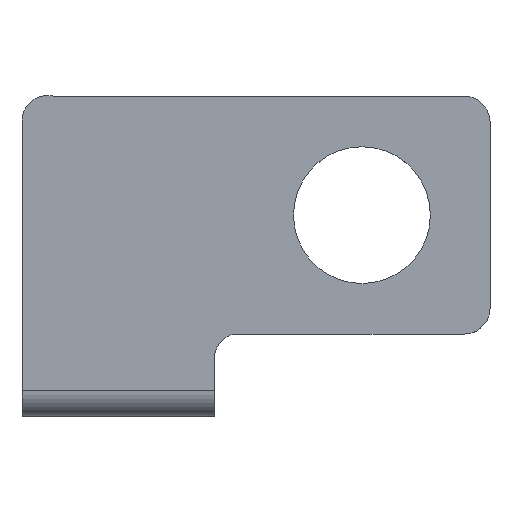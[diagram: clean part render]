
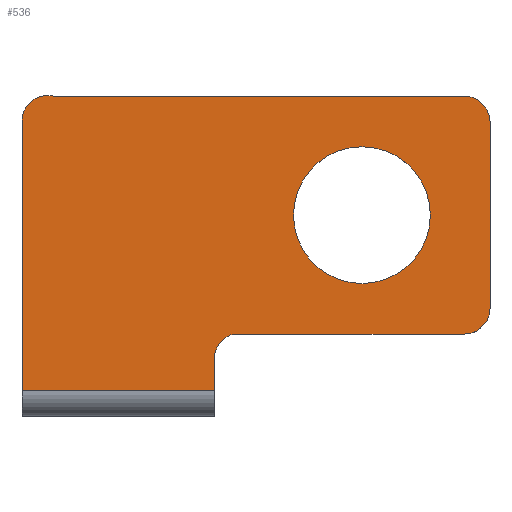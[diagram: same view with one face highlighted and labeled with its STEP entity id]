
A CAD part, top view. The second image highlights one B-rep face of the part: STEP entity #536.
In plain terms, the highlighted planar face has unit normal (0, 0, 1).
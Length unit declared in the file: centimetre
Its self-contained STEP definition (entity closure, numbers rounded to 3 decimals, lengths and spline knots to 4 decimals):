
#1 = AXIS2_PLACEMENT_3D ( 'NONE', #184, #110, #439 ) ;
#13 = LINE ( 'NONE', #789, #550 ) ;
#18 = ORIENTED_EDGE ( 'NONE', *, *, #213, .T. ) ;
#19 = CARTESIAN_POINT ( 'NONE',  ( 4.0482, 3.44, 1.37 ) ) ;
#21 = VECTOR ( 'NONE', #203, 100. ) ;
#33 = AXIS2_PLACEMENT_3D ( 'NONE', #542, #808, #481 ) ;
#36 = DIRECTION ( 'NONE',  ( 0., 0., -1. ) ) ;
#38 = PLANE ( 'NONE',  #33 ) ;
#51 = VERTEX_POINT ( 'NONE', #796 ) ;
#53 = AXIS2_PLACEMENT_3D ( 'NONE', #663, #335, #256 ) ;
#73 = ORIENTED_EDGE ( 'NONE', *, *, #756, .F. ) ;
#77 = VECTOR ( 'NONE', #125, 100. ) ;
#82 = CARTESIAN_POINT ( 'NONE',  ( 4.0482, 3.74, 1.37 ) ) ;
#96 = VERTEX_POINT ( 'NONE', #783 ) ;
#100 = ORIENTED_EDGE ( 'NONE', *, *, #739, .T. ) ;
#103 = VERTEX_POINT ( 'NONE', #200 ) ;
#110 = DIRECTION ( 'NONE',  ( 0., 0., 1. ) ) ;
#125 = DIRECTION ( 'NONE',  ( 1., 0., 0. ) ) ;
#146 = CARTESIAN_POINT ( 'NONE',  ( 4.3482, 3.44, 1.37 ) ) ;
#163 = EDGE_LOOP ( 'NONE', ( #355, #500, #73, #785, #546, #711, #805, #100, #287, #292 ) ) ;
#164 = CARTESIAN_POINT ( 'NONE',  ( 4.3482, 1.26, 1.37 ) ) ;
#184 = CARTESIAN_POINT ( 'NONE',  ( -0.825, 3.45, 1.37 ) ) ;
#192 = VERTEX_POINT ( 'NONE', #537 ) ;
#200 = CARTESIAN_POINT ( 'NONE',  ( 3.6503, 2.35, 1.37 ) ) ;
#203 = DIRECTION ( 'NONE',  ( 0., -1., 0. ) ) ;
#213 = EDGE_CURVE ( 'NONE', #192, #103, #627, .T. ) ;
#218 = DIRECTION ( 'NONE',  ( -1., 0., 0. ) ) ;
#227 = CIRCLE ( 'NONE', #1, 0.3 ) ;
#233 = VERTEX_POINT ( 'NONE', #499 ) ;
#234 = CARTESIAN_POINT ( 'NONE',  ( 1.425, 0.67, 1.37 ) ) ;
#247 = DIRECTION ( 'NONE',  ( 1., 0., 0. ) ) ;
#253 = EDGE_CURVE ( 'NONE', #51, #310, #349, .T. ) ;
#256 = DIRECTION ( 'NONE',  ( -1., 0., 0. ) ) ;
#276 = ORIENTED_EDGE ( 'NONE', *, *, #673, .T. ) ;
#284 = FACE_OUTER_BOUND ( 'NONE', #163, .T. ) ;
#287 = ORIENTED_EDGE ( 'NONE', *, *, #419, .T. ) ;
#288 = CARTESIAN_POINT ( 'NONE',  ( 1.125, 0.3, 1.37 ) ) ;
#292 = ORIENTED_EDGE ( 'NONE', *, *, #666, .T. ) ;
#294 = EDGE_CURVE ( 'NONE', #310, #233, #625, .T. ) ;
#295 = VECTOR ( 'NONE', #333, 100. ) ;
#310 = VERTEX_POINT ( 'NONE', #641 ) ;
#321 = CARTESIAN_POINT ( 'NONE',  ( 4.0482, 3.74, 1.37 ) ) ;
#333 = DIRECTION ( 'NONE',  ( -1., 0., 0. ) ) ;
#335 = DIRECTION ( 'NONE',  ( 0., 0., -1. ) ) ;
#349 = CIRCLE ( 'NONE', #755, 0.3 ) ;
#355 = ORIENTED_EDGE ( 'NONE', *, *, #389, .T. ) ;
#366 = EDGE_CURVE ( 'NONE', #520, #799, #599, .T. ) ;
#389 = EDGE_CURVE ( 'NONE', #479, #745, #13, .T. ) ;
#396 = DIRECTION ( 'NONE',  ( 0., -1., 0. ) ) ;
#419 = EDGE_CURVE ( 'NONE', #698, #96, #592, .T. ) ;
#423 = AXIS2_PLACEMENT_3D ( 'NONE', #19, #576, #521 ) ;
#437 = DIRECTION ( 'NONE',  ( 0., 0., -1. ) ) ;
#439 = DIRECTION ( 'NONE',  ( -1., 0., 0. ) ) ;
#452 = CARTESIAN_POINT ( 'NONE',  ( 4.3482, 1.26, 1.37 ) ) ;
#455 = CARTESIAN_POINT ( 'NONE',  ( -1.125, 0.3, 1.37 ) ) ;
#479 = VERTEX_POINT ( 'NONE', #587 ) ;
#481 = DIRECTION ( 'NONE',  ( -1., 0., 0. ) ) ;
#492 = CARTESIAN_POINT ( 'NONE',  ( 1.125, 0.3, 1.37 ) ) ;
#499 = CARTESIAN_POINT ( 'NONE',  ( 4.0482, 0.96, 1.37 ) ) ;
#500 = ORIENTED_EDGE ( 'NONE', *, *, #631, .T. ) ;
#520 = VERTEX_POINT ( 'NONE', #164 ) ;
#521 = DIRECTION ( 'NONE',  ( 1., 0., 0. ) ) ;
#536 = ADVANCED_FACE ( 'NONE', ( #608, #284 ), #38, .F. ) ;
#537 = CARTESIAN_POINT ( 'NONE',  ( 2.0503, 2.35, 1.37 ) ) ;
#542 = CARTESIAN_POINT ( 'NONE',  ( -1.125, 0.25, 1.37 ) ) ;
#544 = VERTEX_POINT ( 'NONE', #288 ) ;
#546 = ORIENTED_EDGE ( 'NONE', *, *, #294, .T. ) ;
#550 = VECTOR ( 'NONE', #396, 100. ) ;
#554 = LINE ( 'NONE', #492, #556 ) ;
#556 = VECTOR ( 'NONE', #636, 100. ) ;
#573 = LINE ( 'NONE', #795, #21 ) ;
#576 = DIRECTION ( 'NONE',  ( 0., 0., 1. ) ) ;
#587 = CARTESIAN_POINT ( 'NONE',  ( -1.125, 3.45, 1.37 ) ) ;
#592 = LINE ( 'NONE', #82, #295 ) ;
#599 = LINE ( 'NONE', #452, #806 ) ;
#601 = EDGE_CURVE ( 'NONE', #233, #520, #662, .T. ) ;
#608 = FACE_BOUND ( 'NONE', #812, .T. ) ;
#625 = LINE ( 'NONE', #697, #77 ) ;
#627 = CIRCLE ( 'NONE', #664, 0.8 ) ;
#631 = EDGE_CURVE ( 'NONE', #745, #544, #554, .T. ) ;
#636 = DIRECTION ( 'NONE',  ( 1., 0., 0. ) ) ;
#641 = CARTESIAN_POINT ( 'NONE',  ( 1.3482, 0.96, 1.37 ) ) ;
#662 = CIRCLE ( 'NONE', #770, 0.3 ) ;
#663 = CARTESIAN_POINT ( 'NONE',  ( 2.8503, 2.35, 1.37 ) ) ;
#664 = AXIS2_PLACEMENT_3D ( 'NONE', #809, #36, #218 ) ;
#666 = EDGE_CURVE ( 'NONE', #96, #479, #227, .T. ) ;
#673 = EDGE_CURVE ( 'NONE', #103, #192, #677, .T. ) ;
#677 = CIRCLE ( 'NONE', #53, 0.8 ) ;
#697 = CARTESIAN_POINT ( 'NONE',  ( 1.3482, 0.96, 1.37 ) ) ;
#698 = VERTEX_POINT ( 'NONE', #321 ) ;
#703 = CARTESIAN_POINT ( 'NONE',  ( 4.0482, 1.26, 1.37 ) ) ;
#711 = ORIENTED_EDGE ( 'NONE', *, *, #601, .T. ) ;
#724 = DIRECTION ( 'NONE',  ( 0., 1., 0. ) ) ;
#739 = EDGE_CURVE ( 'NONE', #799, #698, #798, .T. ) ;
#745 = VERTEX_POINT ( 'NONE', #455 ) ;
#755 = AXIS2_PLACEMENT_3D ( 'NONE', #234, #437, #762 ) ;
#756 = EDGE_CURVE ( 'NONE', #51, #544, #573, .T. ) ;
#762 = DIRECTION ( 'NONE',  ( -1., 0., 0. ) ) ;
#764 = DIRECTION ( 'NONE',  ( 0., 0., 1. ) ) ;
#770 = AXIS2_PLACEMENT_3D ( 'NONE', #703, #764, #247 ) ;
#783 = CARTESIAN_POINT ( 'NONE',  ( -0.7482, 3.74, 1.37 ) ) ;
#785 = ORIENTED_EDGE ( 'NONE', *, *, #253, .T. ) ;
#789 = CARTESIAN_POINT ( 'NONE',  ( -1.125, 0.25, 1.37 ) ) ;
#795 = CARTESIAN_POINT ( 'NONE',  ( 1.125, 0.25, 1.37 ) ) ;
#796 = CARTESIAN_POINT ( 'NONE',  ( 1.125, 0.67, 1.37 ) ) ;
#798 = CIRCLE ( 'NONE', #423, 0.3 ) ;
#799 = VERTEX_POINT ( 'NONE', #146 ) ;
#805 = ORIENTED_EDGE ( 'NONE', *, *, #366, .T. ) ;
#806 = VECTOR ( 'NONE', #724, 100. ) ;
#808 = DIRECTION ( 'NONE',  ( 0., 0., -1. ) ) ;
#809 = CARTESIAN_POINT ( 'NONE',  ( 2.8503, 2.35, 1.37 ) ) ;
#812 = EDGE_LOOP ( 'NONE', ( #18, #276 ) ) ;
